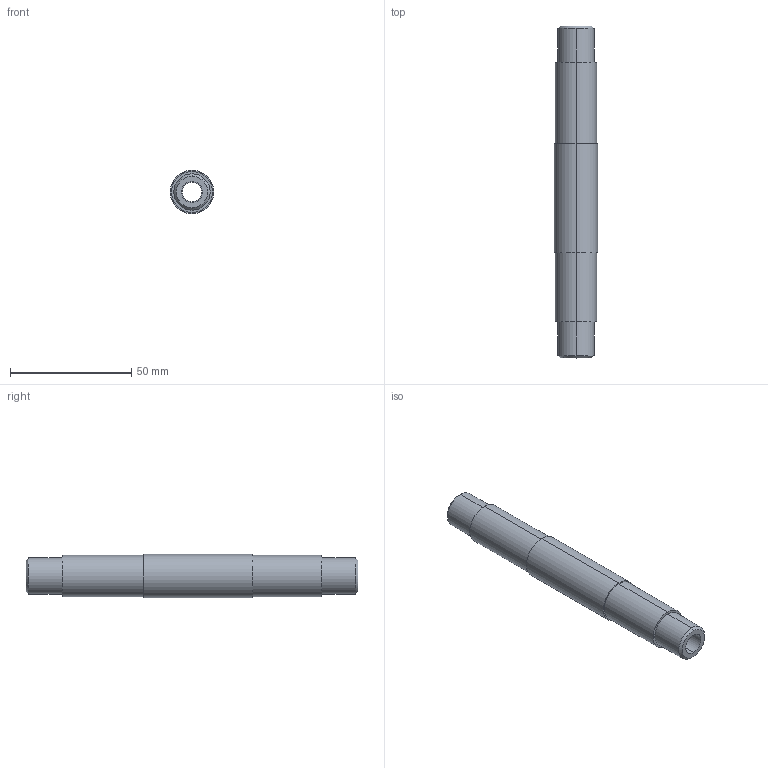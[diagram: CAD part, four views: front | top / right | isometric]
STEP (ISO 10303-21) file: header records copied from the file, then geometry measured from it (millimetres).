
FILE_DESCRIPTION (( 'STEP AP203' ), '1' );
FILE_NAME ('usilor 3 -- 15-11-23.STEP', '2022-11-15T10:03:10', ( '' ), ( '' ), 'SwSTEP 2.0', 'SolidWorks 2017', '' );
FILE_SCHEMA (( 'CONFIG_CONTROL_DESIGN' ));
Length unit declared in the file: millimetre
Products named in the file (1): usilor 3 -- 15-11-23
Bounding box: 18 x 137 x 18 mm (x, y, z)
Volume: 23301.9 mm3; surface area: 11204.8 mm2
Topology: 1 solids, 1 shells, 28 faces, 56 edges, 36 vertices
Faces by surface type: cylinder 16, plane 8, cone 4
Entity records: 825 total; most frequent: DIRECTION 150, CARTESIAN_POINT 121, ORIENTED_EDGE 112, AXIS2_PLACEMENT_3D 65, EDGE_CURVE 56, VERTEX_POINT 36, EDGE_LOOP 36, CIRCLE 36
